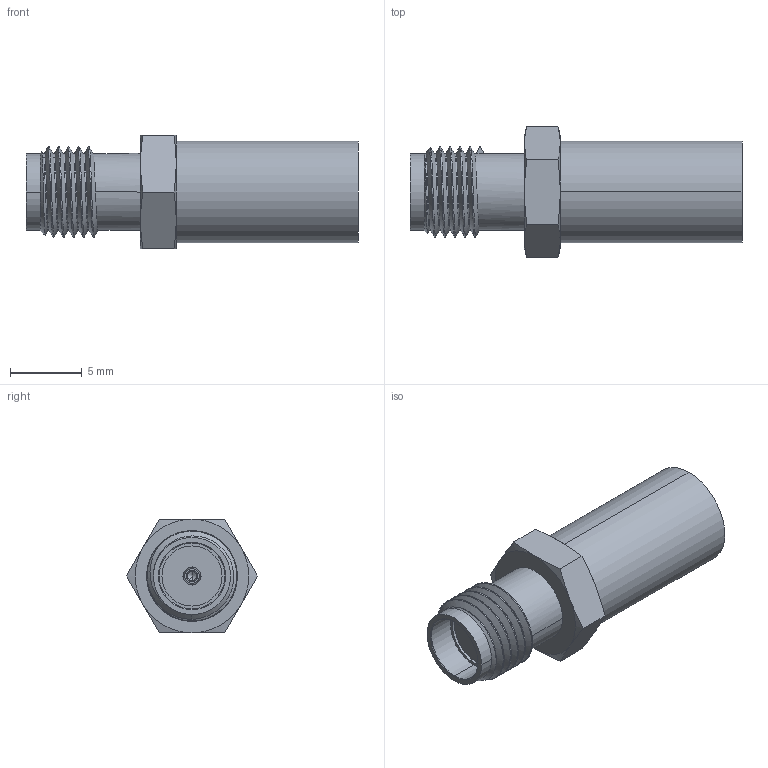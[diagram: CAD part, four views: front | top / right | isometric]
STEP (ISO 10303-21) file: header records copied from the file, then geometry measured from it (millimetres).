
FILE_DESCRIPTION (( 'STEP AP203' ), '1' );
FILE_NAME ('LCCN3170_3D.STEP', '2022-05-13T21:56:06', ( '' ), ( '' ), 'SwSTEP 2.0', 'SolidWorks 2021', '' );
FILE_SCHEMA (( 'CONFIG_CONTROL_DESIGN' ));
Length unit declared in the file: inch
Products named in the file (4): LCCN3170-3___; LCCN3170-1___; LCCN3170_3D; LCCN3170-2___
Assembly tree (3 placements, depth 2):
  LCCN3170_3D
    LCCN3170-1___
    LCCN3170-2___
    LCCN3170-3___
Bounding box: 23.2 x 9.17 x 7.94 mm (x, y, z)
Volume: 475.9 mm3; surface area: 1117.1 mm2
Topology: 3 solids, 3 shells, 1136 faces, 2355 edges, 1228 vertices
Faces by surface type: bspline 803, cylinder 248, cone 45, plane 40
Entity records: 48173 total; most frequent: CARTESIAN_POINT 33317, ORIENTED_EDGE 4702, EDGE_CURVE 2351, VERTEX_POINT 1228, EDGE_LOOP 1149, ADVANCED_FACE 1136, FACE_OUTER_BOUND 1136, DIRECTION 1026
